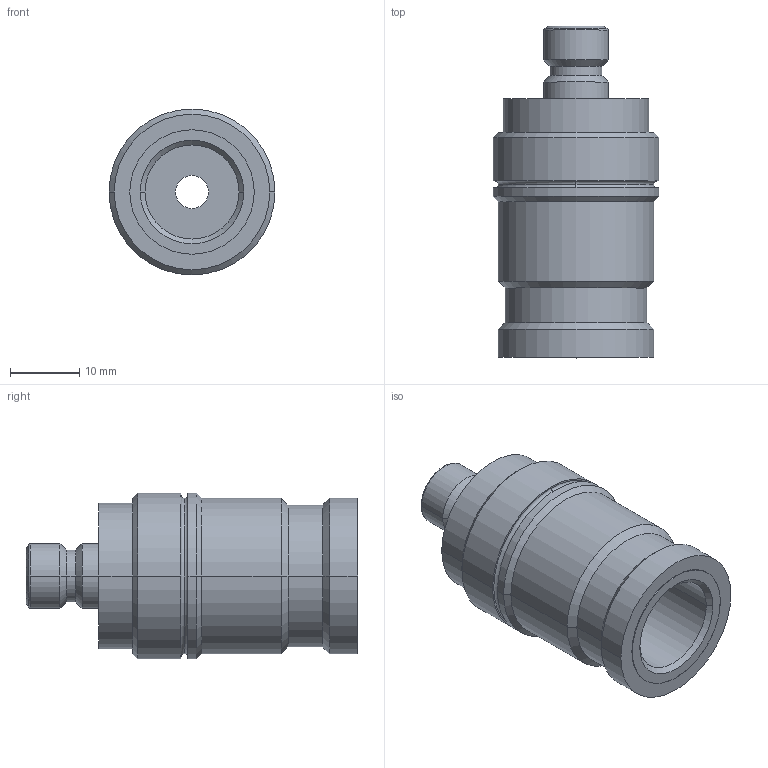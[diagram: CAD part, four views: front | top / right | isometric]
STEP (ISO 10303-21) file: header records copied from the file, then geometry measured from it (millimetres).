
FILE_DESCRIPTION(('STEP AP214'),'1');
FILE_NAME('esdfk-esdms.stp','2020-04-22T06:13:39',('TraceParts'),('TraceParts S.A.'),'Spatial InterOp 3D',' ',' ');
FILE_SCHEMA(('automotive_design'));
Length unit declared in the file: millimetre
Products named in the file (1): 1
Bounding box: 24 x 48 x 24 mm (x, y, z)
Volume: 12450 mm3; surface area: 5023.5 mm2
Topology: 1 solids, 1 shells, 54 faces, 114 edges, 68 vertices
Faces by surface type: cylinder 24, cone 16, plane 8, torus 6
Entity records: 1912 total; most frequent: DIRECTION 298, CARTESIAN_POINT 237, ORIENTED_EDGE 228, AXIS2_PLACEMENT_3D 129, EDGE_CURVE 114, CIRCLE 74, VERTEX_POINT 68, EDGE_LOOP 62
